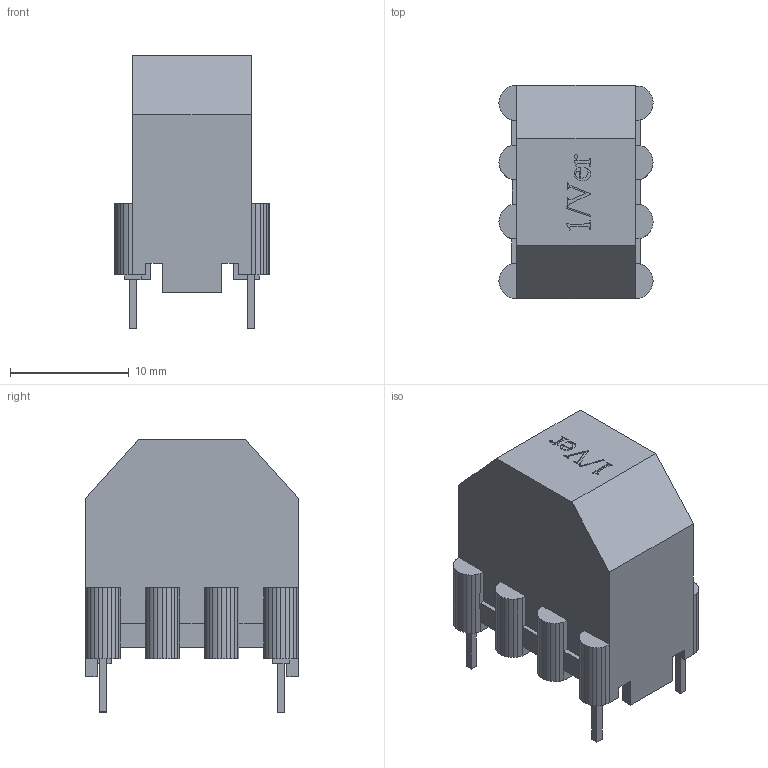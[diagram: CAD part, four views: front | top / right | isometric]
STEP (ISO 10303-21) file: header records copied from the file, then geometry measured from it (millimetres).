
FILE_DESCRIPTION(('FreeCAD Model'),'2;1');
FILE_NAME('X21Ver.stp', '2014-07-08T13:07:05',('FreeCAD'),('FreeCAD'), 'Open CASCADE STEP processor 6.3','FreeCAD','Unknown');
FILE_SCHEMA(('AUTOMOTIVE_DESIGN_CC2 { 1 2 10303 214 -1 1 5 4 }'));
Length unit declared in the file: millimetre
Products named in the file (6): X21Ver001; X21Ver004; X21Ver; X21Ver002; X21Ver005; X21Ver003
Bounding box: 13 x 18 x 23 mm (x, y, z)
Volume: 1467.3 mm3; surface area: 2848.3 mm2
Topology: 6 solids, 6 shells, 793 faces, 2281 edges, 1513 vertices
Faces by surface type: plane 581, cylinder 212
Entity records: 60334 total; most frequent: CARTESIAN_POINT 16007, DIRECTION 7858, LINE 5066, VECTOR 5066, ORIENTED_EDGE 4562, PCURVE 4562, DEFINITIONAL_REPRESENTATION 4562, EDGE_CURVE 2281
